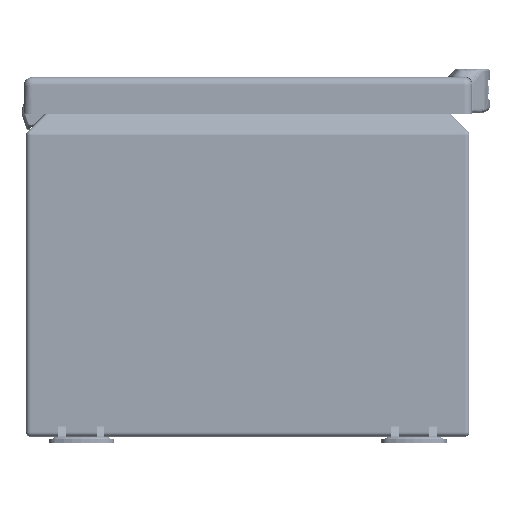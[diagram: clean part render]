
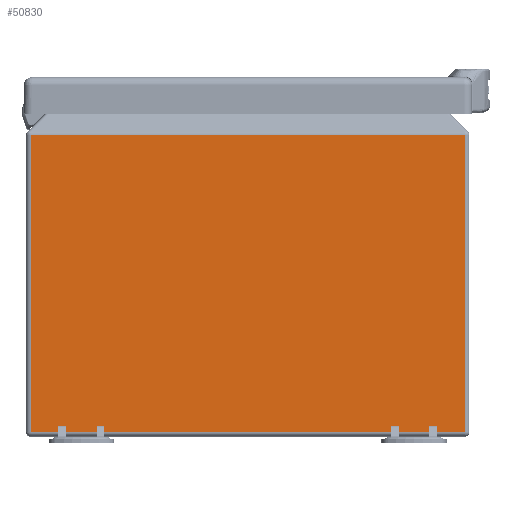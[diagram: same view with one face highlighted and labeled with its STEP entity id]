
A CAD part, front view. The second image highlights one B-rep face of the part: STEP entity #50830.
In plain terms, the highlighted planar face has unit normal (0, -1, 0).
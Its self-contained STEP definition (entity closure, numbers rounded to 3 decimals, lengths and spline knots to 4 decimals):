
#5929=FACE_OUTER_BOUND('',#9051,.T.);
#9051=EDGE_LOOP('',(#34332,#34333,#34334,#34335));
#12382=LINE('',#73660,#16782);
#12384=LINE('',#73673,#16784);
#12385=LINE('',#73677,#16785);
#12386=LINE('',#73678,#16786);
#16782=VECTOR('',#59684,0.3937);
#16784=VECTOR('',#59702,0.3937);
#16785=VECTOR('',#59707,0.3937);
#16786=VECTOR('',#59708,0.3937);
#21164=VERTEX_POINT('',#73657);
#21165=VERTEX_POINT('',#73659);
#21168=VERTEX_POINT('',#73672);
#21169=VERTEX_POINT('',#73676);
#26173=EDGE_CURVE('',#21164,#21165,#12382,.T.);
#26180=EDGE_CURVE('',#21165,#21168,#12384,.T.);
#26182=EDGE_CURVE('',#21169,#21164,#12385,.T.);
#26183=EDGE_CURVE('',#21168,#21169,#12386,.T.);
#34332=ORIENTED_EDGE('',*,*,#26173,.F.);
#34333=ORIENTED_EDGE('',*,*,#26182,.F.);
#34334=ORIENTED_EDGE('',*,*,#26183,.F.);
#34335=ORIENTED_EDGE('',*,*,#26180,.F.);
#49372=PLANE('',#54651);
#50830=ADVANCED_FACE('',(#5929),#49372,.F.);
#54651=AXIS2_PLACEMENT_3D('',#73675,#59705,#59706);
#59684=DIRECTION('',(0.,0.,1.));
#59702=DIRECTION('',(1.,0.,0.));
#59705=DIRECTION('center_axis',(0.,1.,0.));
#59706=DIRECTION('ref_axis',(0.,0.,1.));
#59707=DIRECTION('',(-1.,0.,0.));
#59708=DIRECTION('',(0.,0.,-1.));
#73657=CARTESIAN_POINT('',(-3.916,-5.,0.084));
#73659=CARTESIAN_POINT('',(-3.916,-5.,5.4372));
#73660=CARTESIAN_POINT('',(-3.916,-5.,3.0646));
#73672=CARTESIAN_POINT('',(3.916,-5.,5.4372));
#73673=CARTESIAN_POINT('',(0.,-5.,5.4372));
#73675=CARTESIAN_POINT('Origin',(0.,-5.,2.736));
#73676=CARTESIAN_POINT('',(3.916,-5.,0.084));
#73677=CARTESIAN_POINT('',(0.,-5.,0.084));
#73678=CARTESIAN_POINT('',(3.916,-5.,3.0436));
